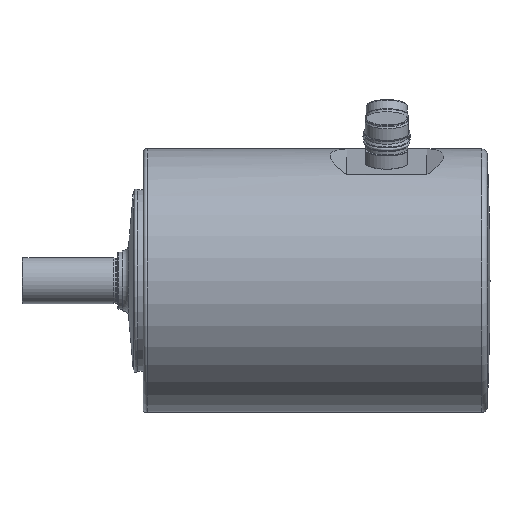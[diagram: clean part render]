
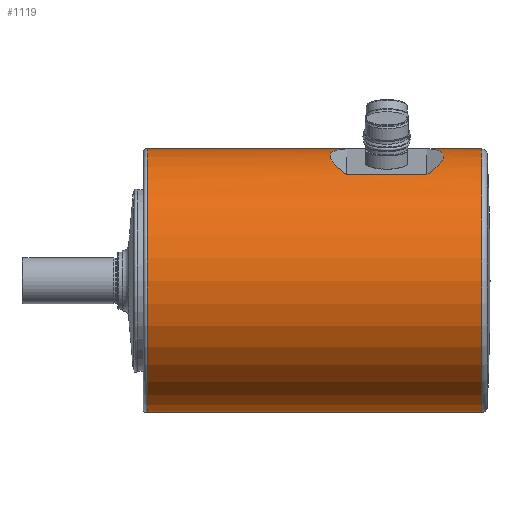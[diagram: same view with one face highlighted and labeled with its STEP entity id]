
A CAD part, front view. The second image highlights one B-rep face of the part: STEP entity #1119.
In plain terms, the highlighted cylindrical face has radius 69 mm (diameter 138 mm), a full revolution.
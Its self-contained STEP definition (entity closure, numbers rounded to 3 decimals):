
#641=ELLIPSE('',#3008,201.743,69.);
#642=ELLIPSE('',#3012,201.743,69.);
#643=ELLIPSE('',#3014,201.743,69.);
#644=ELLIPSE('',#3017,201.743,69.);
#789=LINE('',#4235,#900);
#790=LINE('',#4237,#901);
#793=LINE('',#4248,#904);
#794=LINE('',#4250,#905);
#900=VECTOR('',#3466,1.);
#901=VECTOR('',#3467,1.);
#904=VECTOR('',#3480,1.);
#905=VECTOR('',#3481,1.);
#1119=ADVANCED_FACE('',(#1330,#1331,#1332,#1333),#1241,.T.);
#1241=CYLINDRICAL_SURFACE('',#3028,69.);
#1330=FACE_BOUND('',#1594,.T.);
#1331=FACE_BOUND('',#1595,.T.);
#1332=FACE_BOUND('',#1596,.T.);
#1333=FACE_BOUND('',#1597,.T.);
#1594=EDGE_LOOP('',(#2007));
#1595=EDGE_LOOP('',(#2008,#2009,#2010,#2011));
#1596=EDGE_LOOP('',(#2012,#2013,#2014,#2015));
#1597=EDGE_LOOP('',(#2016));
#2007=ORIENTED_EDGE('',*,*,#2659,.T.);
#2008=ORIENTED_EDGE('',*,*,#2654,.F.);
#2009=ORIENTED_EDGE('',*,*,#2652,.F.);
#2010=ORIENTED_EDGE('',*,*,#2650,.F.);
#2011=ORIENTED_EDGE('',*,*,#2651,.F.);
#2012=ORIENTED_EDGE('',*,*,#2648,.F.);
#2013=ORIENTED_EDGE('',*,*,#2646,.F.);
#2014=ORIENTED_EDGE('',*,*,#2643,.F.);
#2015=ORIENTED_EDGE('',*,*,#2645,.F.);
#2016=ORIENTED_EDGE('',*,*,#2641,.T.);
#2401=VERTEX_POINT('',#4226);
#2402=VERTEX_POINT('',#4229);
#2403=VERTEX_POINT('',#4230);
#2405=VERTEX_POINT('',#4236);
#2406=VERTEX_POINT('',#4238);
#2407=VERTEX_POINT('',#4244);
#2408=VERTEX_POINT('',#4245);
#2409=VERTEX_POINT('',#4249);
#2410=VERTEX_POINT('',#4251);
#2415=VERTEX_POINT('',#4269);
#2641=EDGE_CURVE('',#2401,#2401,#2833,.T.);
#2643=EDGE_CURVE('',#2402,#2403,#641,.T.);
#2645=EDGE_CURVE('',#2405,#2402,#789,.T.);
#2646=EDGE_CURVE('',#2403,#2406,#790,.T.);
#2648=EDGE_CURVE('',#2406,#2405,#642,.T.);
#2650=EDGE_CURVE('',#2407,#2408,#643,.T.);
#2651=EDGE_CURVE('',#2409,#2407,#793,.T.);
#2652=EDGE_CURVE('',#2408,#2410,#794,.T.);
#2654=EDGE_CURVE('',#2410,#2409,#644,.T.);
#2659=EDGE_CURVE('',#2415,#2415,#2839,.T.);
#2833=CIRCLE('',#3006,69.);
#2839=CIRCLE('',#3027,69.);
#3006=AXIS2_PLACEMENT_3D('',#4225,#3455,#3456);
#3008=AXIS2_PLACEMENT_3D('',#4231,#3460,#3461);
#3012=AXIS2_PLACEMENT_3D('',#4241,#3471,#3472);
#3014=AXIS2_PLACEMENT_3D('',#4246,#3476,#3477);
#3017=AXIS2_PLACEMENT_3D('',#4254,#3485,#3486);
#3027=AXIS2_PLACEMENT_3D('',#4268,#3505,#3506);
#3028=AXIS2_PLACEMENT_3D('',#4270,#3507,#3508);
#3455=DIRECTION('',(0.,-1.,0.));
#3456=DIRECTION('',(0.,0.,1.));
#3460=DIRECTION('',(0.888,0.342,0.306));
#3461=DIRECTION('',(-0.323,0.94,-0.111));
#3466=DIRECTION('',(0.,-1.,0.));
#3467=DIRECTION('',(0.,1.,0.));
#3471=DIRECTION('',(0.888,-0.342,0.306));
#3472=DIRECTION('',(0.323,0.94,0.111));
#3476=DIRECTION('',(0.888,0.342,-0.306));
#3477=DIRECTION('',(-0.323,0.94,0.111));
#3480=DIRECTION('',(0.,-1.,0.));
#3481=DIRECTION('',(0.,1.,0.));
#3485=DIRECTION('',(0.888,-0.342,-0.306));
#3486=DIRECTION('',(0.323,0.94,-0.111));
#3505=DIRECTION('',(0.,1.,0.));
#3506=DIRECTION('',(0.,0.,1.));
#3507=DIRECTION('',(0.,1.,0.));
#3508=DIRECTION('',(0.,0.,1.));
#4225=CARTESIAN_POINT('',(0.,176.555,0.));
#4226=CARTESIAN_POINT('',(0.,176.555,69.));
#4229=CARTESIAN_POINT('',(55.453,106.,41.06));
#4230=CARTESIAN_POINT('',(68.977,106.,1.785));
#4231=CARTESIAN_POINT('',(0.,286.784,0.));
#4235=CARTESIAN_POINT('',(55.453,0.,41.06));
#4236=CARTESIAN_POINT('',(55.453,148.,41.06));
#4237=CARTESIAN_POINT('',(68.977,0.,1.785));
#4238=CARTESIAN_POINT('',(68.977,148.,1.785));
#4241=CARTESIAN_POINT('',(0.,-32.784,0.));
#4244=CARTESIAN_POINT('',(68.977,106.,-1.785));
#4245=CARTESIAN_POINT('',(55.453,106.,-41.06));
#4246=CARTESIAN_POINT('',(0.,286.784,0.));
#4248=CARTESIAN_POINT('',(68.977,0.,-1.785));
#4249=CARTESIAN_POINT('',(68.977,148.,-1.785));
#4250=CARTESIAN_POINT('',(55.453,0.,-41.06));
#4251=CARTESIAN_POINT('',(55.453,148.,-41.06));
#4254=CARTESIAN_POINT('',(0.,-32.784,0.));
#4268=CARTESIAN_POINT('',(0.,1.5,0.));
#4269=CARTESIAN_POINT('',(0.,1.5,69.));
#4270=CARTESIAN_POINT('',(0.,0.,0.));
